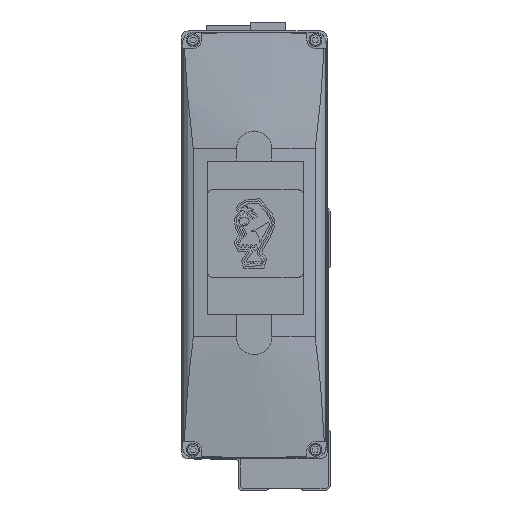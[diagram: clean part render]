
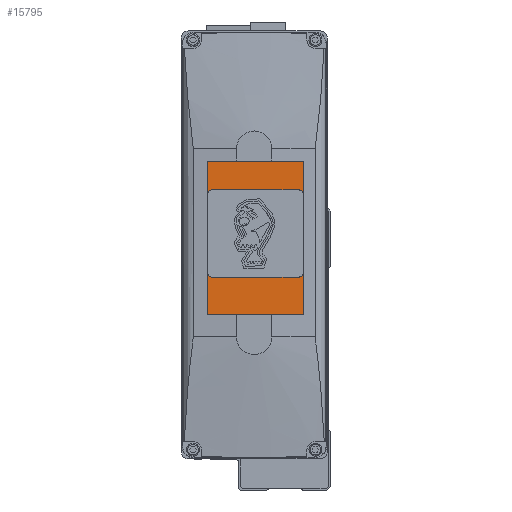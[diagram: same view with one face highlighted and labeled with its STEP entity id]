
A CAD part, left-side view. The second image highlights one B-rep face of the part: STEP entity #15795.
In plain terms, the highlighted planar face has unit normal (-1, 0, 0).
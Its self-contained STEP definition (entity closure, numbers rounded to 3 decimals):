
#26 = CARTESIAN_POINT ( 'NONE',  ( -43., 19.976, 14.734 ) ) ;
#436 = EDGE_CURVE ( 'NONE', #10339, #27752, #23819, .T. ) ;
#1235 = VECTOR ( 'NONE', #9070, 1000. ) ;
#1737 = ORIENTED_EDGE ( 'NONE', *, *, #4270, .T. ) ;
#1783 = EDGE_LOOP ( 'NONE', ( #1737, #26460, #7329, #29184 ) ) ;
#1987 = CARTESIAN_POINT ( 'NONE',  ( -43., 0., 0. ) ) ;
#4270 = EDGE_CURVE ( 'NONE', #6322, #21670, #11006, .T. ) ;
#6322 = VERTEX_POINT ( 'NONE', #12998 ) ;
#6662 = EDGE_CURVE ( 'NONE', #21670, #10339, #7872, .T. ) ;
#7329 = ORIENTED_EDGE ( 'NONE', *, *, #436, .T. ) ;
#7364 = FACE_OUTER_BOUND ( 'NONE', #1783, .T. ) ;
#7872 = LINE ( 'NONE', #26, #21947 ) ;
#8381 = CARTESIAN_POINT ( 'NONE',  ( -43., -21.024, 79.734 ) ) ;
#9070 = DIRECTION ( 'NONE',  ( 0., 1., 0. ) ) ;
#9973 = DIRECTION ( 'NONE',  ( 0., 0., -1. ) ) ;
#10098 = DIRECTION ( 'NONE',  ( 0., -1., 0. ) ) ;
#10339 = VERTEX_POINT ( 'NONE', #32059 ) ;
#10463 = AXIS2_PLACEMENT_3D ( 'NONE', #1987, #28935, #9973 ) ;
#11006 = LINE ( 'NONE', #8381, #1235 ) ;
#11633 = VECTOR ( 'NONE', #10098, 1000. ) ;
#12998 = CARTESIAN_POINT ( 'NONE',  ( -43., -21.024, 79.734 ) ) ;
#13580 = CARTESIAN_POINT ( 'NONE',  ( -43., -21.024, 14.734 ) ) ;
#15795 = ADVANCED_FACE ( 'NONE', ( #7364 ), #34150, .F. ) ;
#18406 = LINE ( 'NONE', #25890, #31847 ) ;
#20261 = CARTESIAN_POINT ( 'NONE',  ( -43., -21.024, 14.734 ) ) ;
#21670 = VERTEX_POINT ( 'NONE', #29395 ) ;
#21947 = VECTOR ( 'NONE', #24544, 1000. ) ;
#23622 = DIRECTION ( 'NONE',  ( 0., 0., 1. ) ) ;
#23819 = LINE ( 'NONE', #13580, #11633 ) ;
#24544 = DIRECTION ( 'NONE',  ( 0., 0., -1. ) ) ;
#25890 = CARTESIAN_POINT ( 'NONE',  ( -43., -21.024, 14.734 ) ) ;
#26460 = ORIENTED_EDGE ( 'NONE', *, *, #6662, .T. ) ;
#27752 = VERTEX_POINT ( 'NONE', #20261 ) ;
#28810 = EDGE_CURVE ( 'NONE', #27752, #6322, #18406, .T. ) ;
#28935 = DIRECTION ( 'NONE',  ( 1., 0., 0. ) ) ;
#29184 = ORIENTED_EDGE ( 'NONE', *, *, #28810, .T. ) ;
#29395 = CARTESIAN_POINT ( 'NONE',  ( -43., 19.976, 79.734 ) ) ;
#31847 = VECTOR ( 'NONE', #23622, 1000. ) ;
#32059 = CARTESIAN_POINT ( 'NONE',  ( -43., 19.976, 14.734 ) ) ;
#34150 = PLANE ( 'NONE',  #10463 ) ;
